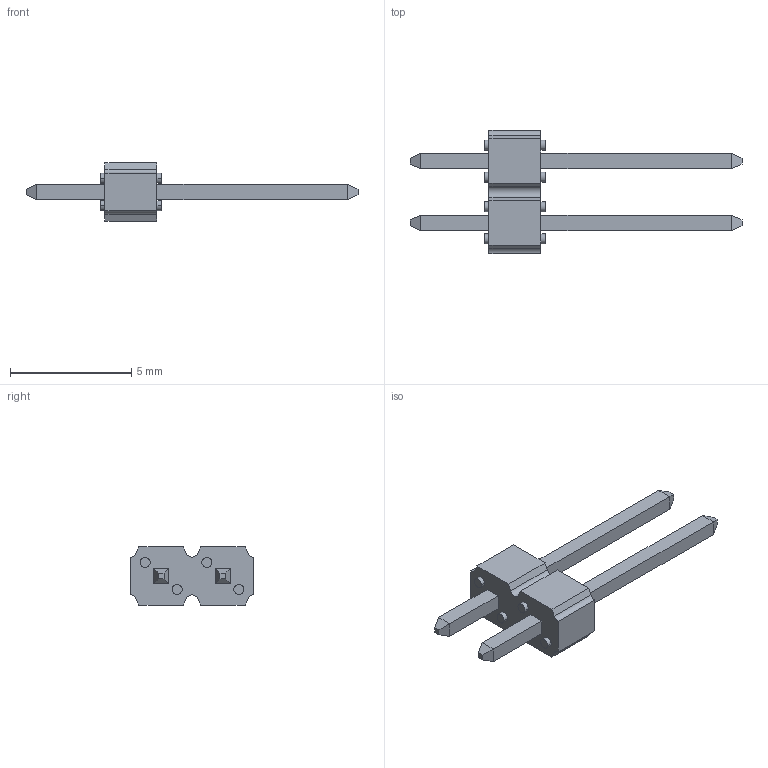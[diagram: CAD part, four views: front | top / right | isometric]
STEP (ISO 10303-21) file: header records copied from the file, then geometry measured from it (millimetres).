
FILE_DESCRIPTION((''),'2;1');
FILE_NAME('MSBR-1','2014-07-08T',('guohe'),('FCI'),'PRO/ENGINEER BY PARAMETRIC TECHNOLOGY CORPORATION, 2013150','PRO/ENGINEER BY PARAMETRIC TECHNOLOGY CORPORATION, 2013150','');
FILE_SCHEMA(('AUTOMOTIVE_DESIGN { 1 0 10303 214 1 1 1 1 }'));
Length unit declared in the file: millimetre
Products named in the file (1): MSBR-1
Bounding box: 13.67 x 5.08 x 2.41 mm (x, y, z)
Volume: 33.7 mm3; surface area: 113.9 mm2
Topology: 1 solids, 1 shells, 82 faces, 188 edges, 120 vertices
Faces by surface type: plane 60, cylinder 22
Entity records: 2515 total; most frequent: DIRECTION 396, CARTESIAN_POINT 392, ORIENTED_EDGE 376, EDGE_CURVE 188, COLOUR_RGB 177, VECTOR 144, LINE 144, AXIS2_PLACEMENT_3D 126
